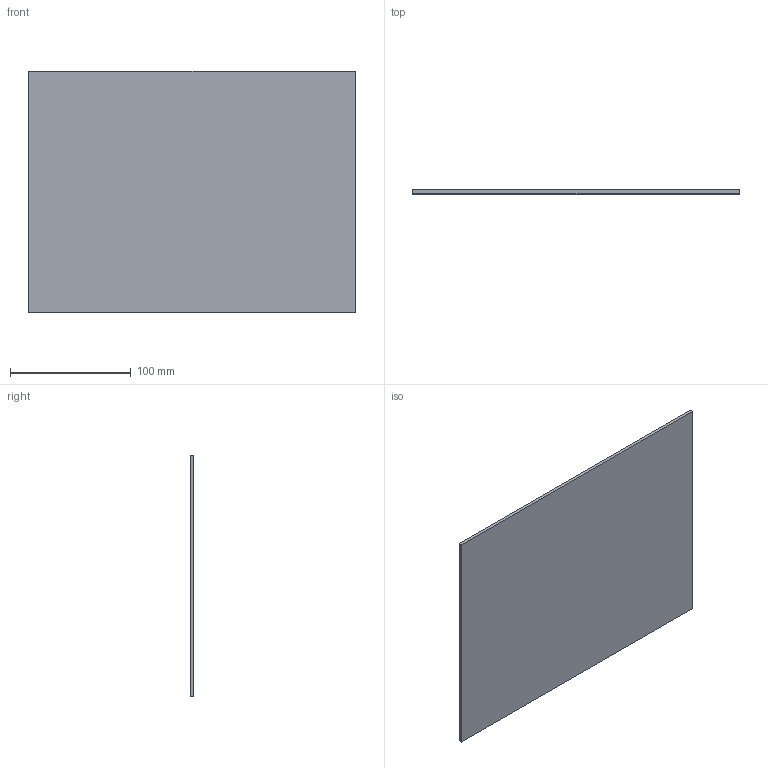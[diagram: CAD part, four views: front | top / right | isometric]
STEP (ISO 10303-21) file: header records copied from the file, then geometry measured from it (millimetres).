
FILE_DESCRIPTION (( 'STEP AP214' ), '1' );
FILE_NAME ('27030380.STEP', '2008-10-02T08:51:59', ( 'baramundi Management Suite Install User' ), ( 'ROSE Systemtechnik GmbH' ), 'SwSTEP 2.0', 'SolidWorks 2008', '' );
FILE_SCHEMA (( 'AUTOMOTIVE_DESIGN' ));
Length unit declared in the file: millimetre
Products named in the file (3): 95182_Standard; 51431_Standard; 27030380
Assembly tree (2 placements, depth 3):
  27030380
    51431_Standard
      95182_Standard
Bounding box: 270.2 x 3 x 199.5 mm (x, y, z)
Volume: 161714.7 mm3; surface area: 110628 mm2
Topology: 1 solids, 1 shells, 6 faces, 12 edges, 8 vertices
Faces by surface type: plane 6
Entity records: 237 total; most frequent: DIRECTION 36, CARTESIAN_POINT 32, ORIENTED_EDGE 24, EDGE_CURVE 12, AXIS2_PLACEMENT_3D 12, VECTOR 12, LINE 12, VERTEX_POINT 8
